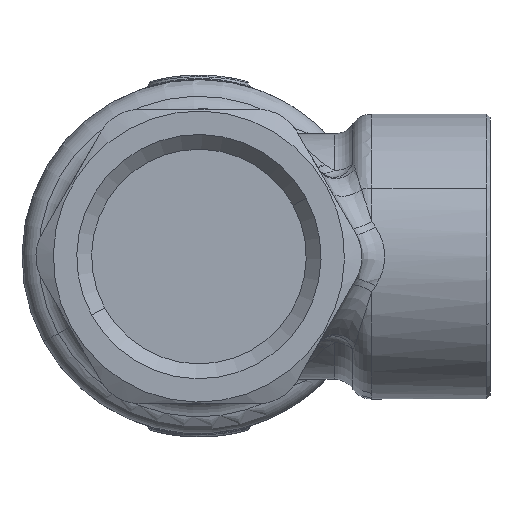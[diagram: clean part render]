
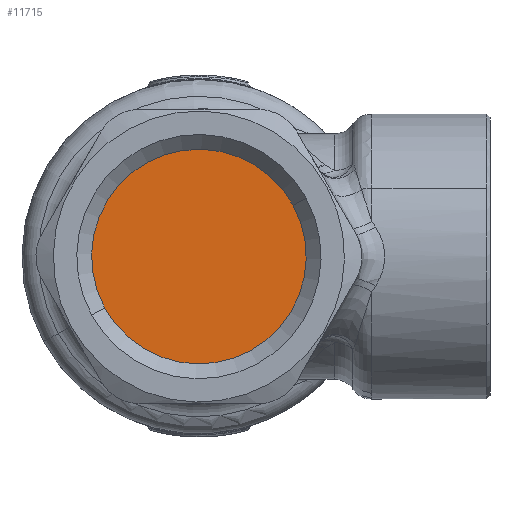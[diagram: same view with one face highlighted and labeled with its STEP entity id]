
A CAD part, front view. The second image highlights one B-rep face of the part: STEP entity #11715.
In plain terms, the highlighted planar face has unit normal (0, -1, 0).
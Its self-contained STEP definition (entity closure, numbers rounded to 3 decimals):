
#11692=CARTESIAN_POINT('Axis2P3D Location',(-6.5,-11.5,0.)) ;
#11697=CARTESIAN_POINT('Axis2P3D Location',(0.,-11.5,0.)) ;
#11701=CARTESIAN_POINT('Vertex',(-8.249,-11.5,-4.507)) ;
#11703=CARTESIAN_POINT('Vertex',(8.249,-11.5,4.507)) ;
#11706=CARTESIAN_POINT('Axis2P3D Location',(0.,-11.5,0.)) ;
#11693=DIRECTION('Axis2P3D Direction',(0.,-1.,0.)) ;
#11694=DIRECTION('Axis2P3D XDirection',(1.,0.,0.)) ;
#11698=DIRECTION('Axis2P3D Direction',(0.,-1.,0.)) ;
#11707=DIRECTION('Axis2P3D Direction',(0.,-1.,0.)) ;
#11695=AXIS2_PLACEMENT_3D('Plane Axis2P3D',#11692,#11693,#11694) ;
#11699=AXIS2_PLACEMENT_3D('Circle Axis2P3D',#11697,#11698,$) ;
#11708=AXIS2_PLACEMENT_3D('Circle Axis2P3D',#11706,#11707,$) ;
#11712=ORIENTED_EDGE('',*,*,#11705,.T.) ;
#11713=ORIENTED_EDGE('',*,*,#11710,.T.) ;
#11715=ADVANCED_FACE('PartBody',(#11714),#11696,.T.) ;
#11700=CIRCLE('generated circle',#11699,9.4) ;
#11709=CIRCLE('generated circle',#11708,9.4) ;
#11705=EDGE_CURVE('',#11702,#11704,#11700,.T.) ;
#11710=EDGE_CURVE('',#11704,#11702,#11709,.T.) ;
#11711=EDGE_LOOP('',(#11712,#11713)) ;
#11714=FACE_OUTER_BOUND('',#11711,.T.) ;
#11696=PLANE('',#11695) ;
#11702=VERTEX_POINT('',#11701) ;
#11704=VERTEX_POINT('',#11703) ;
